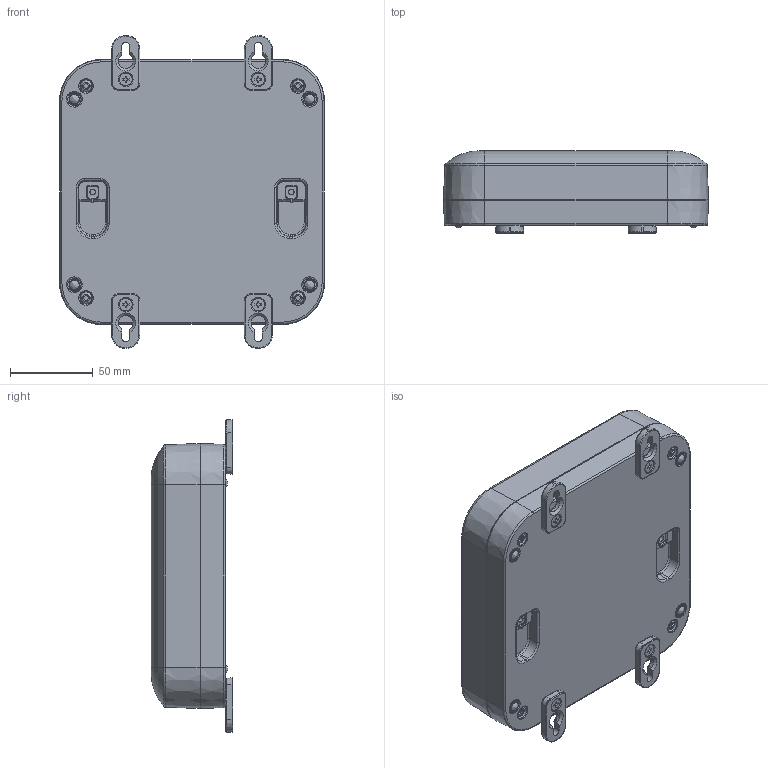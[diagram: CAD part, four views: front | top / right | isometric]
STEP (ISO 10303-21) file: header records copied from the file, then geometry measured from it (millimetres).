
FILE_DESCRIPTION (( 'STEP AP203' ), '1' );
FILE_NAME ('1557F2BK.step', '2020-11-14T14:40:09', ( 'ADC123' ), ( 'Microsoft' ), 'SwSTEP 2.0', 'SolidWorks 2019', '' );
FILE_SCHEMA (( 'CONFIG_CONTROL_DESIGN' ));
Length unit declared in the file: inch
Products named in the file (9): SC576 (screw M4-0.7X 20mm PN); Wall Mount Foot; 1557F TOP; PFR1421T4; 1557F gasket; 1557F2BK; (screw #8X 3_8''''FH Self-tap plastite); 1557F Bottom; IN-M4 (insert M4-0.7X5.75mm SS) KNURLS
Assembly tree (23 placements, depth 2):
  1557F2BK
    1557F Bottom
    1557F TOP
    1557F gasket
    IN-M4 (insert M4-0.7X5.75mm SS) KNURLS  x4
    SC576 (screw M4-0.7X 20mm PN)  x4
    Wall Mount Foot  x4
    (screw #8X 3_8''''FH Self-tap plastite)  x4
    PFR1421T4  x4
Bounding box: 160 x 49.5 x 188.94 mm (x, y, z)
Volume: 261057.2 mm3; surface area: 184295.5 mm2
Topology: 23 solids, 23 shells, 2849 faces, 7345 edges, 4694 vertices
Faces by surface type: bspline 1025, plane 963, cylinder 581, cone 248, torus 32
Full cylindrical faces by diameter (mm): 1.8 x12, 3.251 x4, 3.43 x4, 3.88 x4, 4.191 x4, 4.5 x4, 5 x1, 5.334 x4, 5.537 x8, 7.696 x4, 7.95 x4, 10 x1
Entity records: 87943 total; most frequent: CARTESIAN_POINT 43260, ORIENTED_EDGE 10190, DIRECTION 6530, EDGE_CURVE 5095, VERTEX_POINT 3299, EDGE_LOOP 2384, VECTOR 2356, LINE 2356
